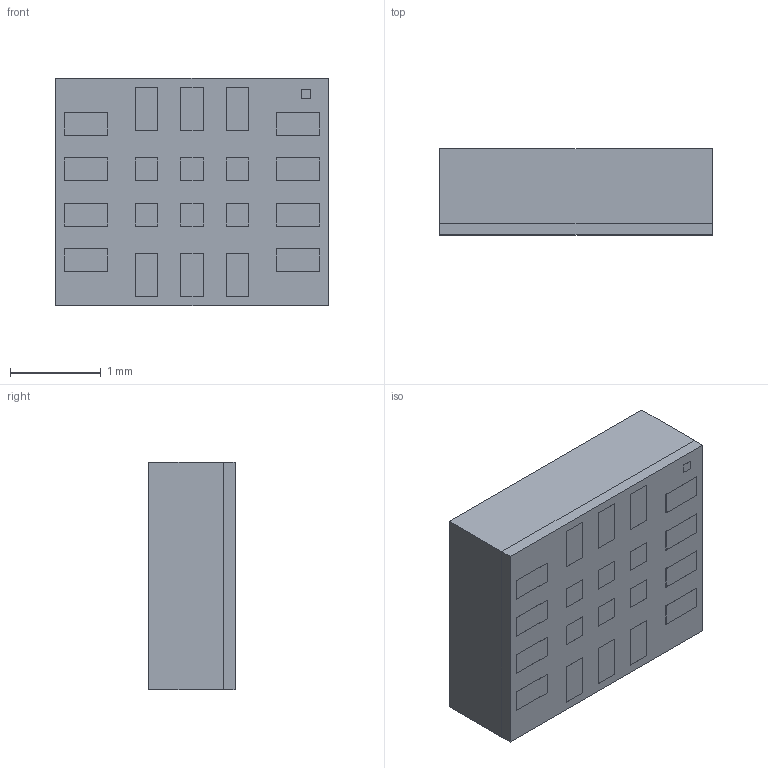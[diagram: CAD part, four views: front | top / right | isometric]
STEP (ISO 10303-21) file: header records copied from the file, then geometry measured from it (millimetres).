
FILE_DESCRIPTION (( 'STEP AP214' ), '1' );
FILE_NAME ('BHI360.STEP', '2023-06-27T12:12:14', ( '' ), ( '' ), 'SwSTEP 2.0', 'SolidWorks 2021', '' );
FILE_SCHEMA (( 'AUTOMOTIVE_DESIGN' ));
Length unit declared in the file: millimetre
Products named in the file (1): BHI360
Bounding box: 3 x 0.95 x 2.5 mm (x, y, z)
Volume: 7.1 mm3; surface area: 40.5 mm2
Topology: 2 solids, 2 shells, 117 faces, 276 edges, 184 vertices
Faces by surface type: plane 117
Entity records: 4620 total; most frequent: CARTESIAN_POINT 578, ORIENTED_EDGE 552, DIRECTION 512, EDGE_CURVE 276, VECTOR 276, LINE 276, VERTEX_POINT 184, EDGE_LOOP 138
